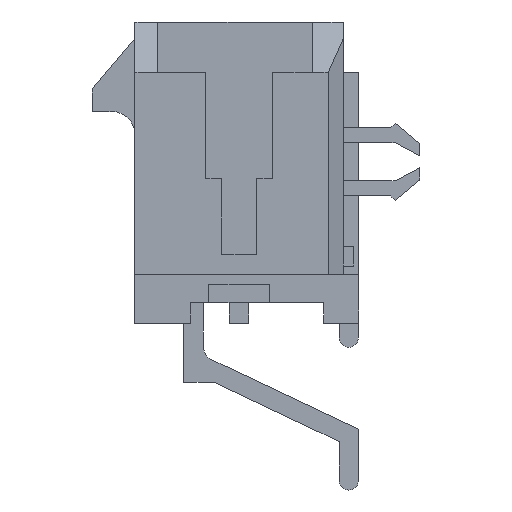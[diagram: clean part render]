
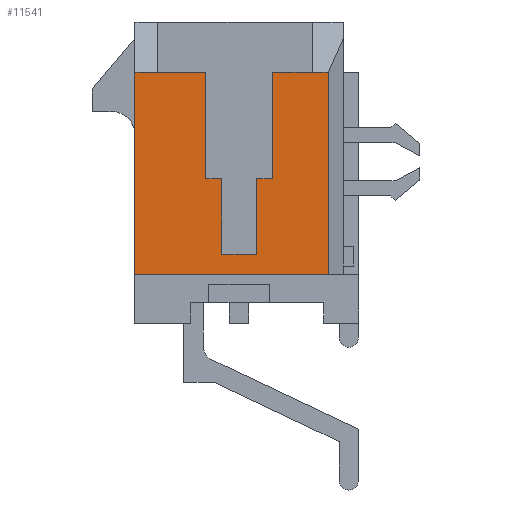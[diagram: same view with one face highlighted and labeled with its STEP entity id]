
A CAD part, left-side view. The second image highlights one B-rep face of the part: STEP entity #11541.
In plain terms, the highlighted planar face has unit normal (-1, 0, 0).
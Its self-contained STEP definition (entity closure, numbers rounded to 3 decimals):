
#3114=DIRECTION('',(0.,0.,-1.));
#3115=VECTOR('',#3114,3.5);
#3116=CARTESIAN_POINT('',(-12.325,-1.1,3.305));
#3117=LINE('',#3116,#3115);
#3118=DIRECTION('',(0.,1.,0.));
#3119=VECTOR('',#3118,1.31);
#3120=CARTESIAN_POINT('',(-12.325,-2.41,3.305));
#3121=LINE('',#3120,#3119);
#3122=DIRECTION('',(0.,-1.,0.));
#3123=VECTOR('',#3122,0.52);
#3124=CARTESIAN_POINT('',(-12.325,-2.41,3.305));
#3125=LINE('',#3124,#3123);
#3126=DIRECTION('',(0.,0.,-1.));
#3127=VECTOR('',#3126,6.66);
#3128=CARTESIAN_POINT('',(-12.325,-2.93,3.305));
#3129=LINE('',#3128,#3127);
#3130=DIRECTION('',(0.,1.,0.));
#3131=VECTOR('',#3130,6.36);
#3132=CARTESIAN_POINT('',(-12.325,-2.93,-3.355));
#3133=LINE('',#3132,#3131);
#3134=DIRECTION('',(0.,0.,1.));
#3135=VECTOR('',#3134,6.66);
#3136=CARTESIAN_POINT('',(-12.325,3.43,-3.355));
#3137=LINE('',#3136,#3135);
#3138=DIRECTION('',(0.,-1.,0.));
#3139=VECTOR('',#3138,0.75);
#3140=CARTESIAN_POINT('',(-12.325,3.43,3.305));
#3141=LINE('',#3140,#3139);
#3142=DIRECTION('',(0.,1.,0.));
#3143=VECTOR('',#3142,1.58);
#3144=CARTESIAN_POINT('',(-12.325,1.1,3.305));
#3145=LINE('',#3144,#3143);
#3146=DIRECTION('',(0.,0.,-1.));
#3147=VECTOR('',#3146,3.5);
#3148=CARTESIAN_POINT('',(-12.325,1.1,3.305));
#3149=LINE('',#3148,#3147);
#3150=DIRECTION('',(0.,1.,0.));
#3151=VECTOR('',#3150,0.525);
#3152=CARTESIAN_POINT('',(-12.325,0.575,-0.195));
#3153=LINE('',#3152,#3151);
#3154=DIRECTION('',(0.,0.,1.));
#3155=VECTOR('',#3154,2.5);
#3156=CARTESIAN_POINT('',(-12.325,0.575,-2.695));
#3157=LINE('',#3156,#3155);
#3158=DIRECTION('',(0.,1.,0.));
#3159=VECTOR('',#3158,1.15);
#3160=CARTESIAN_POINT('',(-12.325,-0.575,-2.695));
#3161=LINE('',#3160,#3159);
#3162=DIRECTION('',(0.,0.,-1.));
#3163=VECTOR('',#3162,2.5);
#3164=CARTESIAN_POINT('',(-12.325,-0.575,-0.195));
#3165=LINE('',#3164,#3163);
#3166=DIRECTION('',(0.,1.,0.));
#3167=VECTOR('',#3166,0.525);
#3168=CARTESIAN_POINT('',(-12.325,-1.1,-0.195));
#3169=LINE('',#3168,#3167);
#6150=CARTESIAN_POINT('',(-12.325,3.43,3.305));
#6152=VERTEX_POINT('',#6150);
#6201=CARTESIAN_POINT('',(-12.325,2.68,3.305));
#6202=VERTEX_POINT('',#6201);
#6203=CARTESIAN_POINT('',(-12.325,-2.41,3.305));
#6204=VERTEX_POINT('',#6203);
#6323=CARTESIAN_POINT('',(-12.325,-1.1,3.305));
#6324=CARTESIAN_POINT('',(-12.325,-1.1,-0.195));
#6325=VERTEX_POINT('',#6323);
#6326=VERTEX_POINT('',#6324);
#6327=CARTESIAN_POINT('',(-12.325,-0.575,-0.195));
#6328=VERTEX_POINT('',#6327);
#6329=CARTESIAN_POINT('',(-12.325,-0.575,-2.695));
#6330=VERTEX_POINT('',#6329);
#6331=CARTESIAN_POINT('',(-12.325,0.575,-2.695));
#6332=VERTEX_POINT('',#6331);
#6333=CARTESIAN_POINT('',(-12.325,0.575,-0.195));
#6334=VERTEX_POINT('',#6333);
#6335=CARTESIAN_POINT('',(-12.325,1.1,-0.195));
#6336=VERTEX_POINT('',#6335);
#6337=CARTESIAN_POINT('',(-12.325,1.1,3.305));
#6338=VERTEX_POINT('',#6337);
#7447=CARTESIAN_POINT('',(-12.325,3.43,-3.355));
#7448=VERTEX_POINT('',#7447);
#7453=CARTESIAN_POINT('',(-12.325,-2.93,3.305));
#7454=VERTEX_POINT('',#7453);
#7455=CARTESIAN_POINT('',(-12.325,-2.93,-3.355));
#7456=VERTEX_POINT('',#7455);
#11511=CARTESIAN_POINT('',(-12.325,0.,0.));
#11512=DIRECTION('',(1.,0.,0.));
#11513=DIRECTION('',(0.,0.,-1.));
#11514=AXIS2_PLACEMENT_3D('',#11511,#11512,#11513);
#11515=PLANE('',#11514);
#11517=ORIENTED_EDGE('',*,*,#11516,.F.);
#11519=ORIENTED_EDGE('',*,*,#11518,.F.);
#11521=ORIENTED_EDGE('',*,*,#11520,.T.);
#11522=ORIENTED_EDGE('',*,*,#8606,.T.);
#11523=ORIENTED_EDGE('',*,*,#8653,.T.);
#11525=ORIENTED_EDGE('',*,*,#11524,.T.);
#11527=ORIENTED_EDGE('',*,*,#11526,.T.);
#11529=ORIENTED_EDGE('',*,*,#11528,.F.);
#11531=ORIENTED_EDGE('',*,*,#11530,.T.);
#11533=ORIENTED_EDGE('',*,*,#11532,.F.);
#11534=ORIENTED_EDGE('',*,*,#11504,.F.);
#11535=ORIENTED_EDGE('',*,*,#11390,.F.);
#11536=ORIENTED_EDGE('',*,*,#11461,.F.);
#11538=ORIENTED_EDGE('',*,*,#11537,.F.);
#11539=EDGE_LOOP('',(#11517,#11519,#11521,#11522,#11523,#11525,#11527,#11529,
#11531,#11533,#11534,#11535,#11536,#11538));
#11540=FACE_OUTER_BOUND('',#11539,.F.);
#11541=ADVANCED_FACE('',(#11540),#11515,.F.);
#8606=EDGE_CURVE('',#7454,#7456,#3129,.T.);
#8653=EDGE_CURVE('',#7456,#7448,#3133,.T.);
#11390=EDGE_CURVE('',#6330,#6332,#3161,.T.);
#11461=EDGE_CURVE('',#6328,#6330,#3165,.T.);
#11504=EDGE_CURVE('',#6332,#6334,#3157,.T.);
#11516=EDGE_CURVE('',#6325,#6326,#3117,.T.);
#11518=EDGE_CURVE('',#6204,#6325,#3121,.T.);
#11520=EDGE_CURVE('',#6204,#7454,#3125,.T.);
#11524=EDGE_CURVE('',#7448,#6152,#3137,.T.);
#11526=EDGE_CURVE('',#6152,#6202,#3141,.T.);
#11528=EDGE_CURVE('',#6338,#6202,#3145,.T.);
#11530=EDGE_CURVE('',#6338,#6336,#3149,.T.);
#11532=EDGE_CURVE('',#6334,#6336,#3153,.T.);
#11537=EDGE_CURVE('',#6326,#6328,#3169,.T.);
